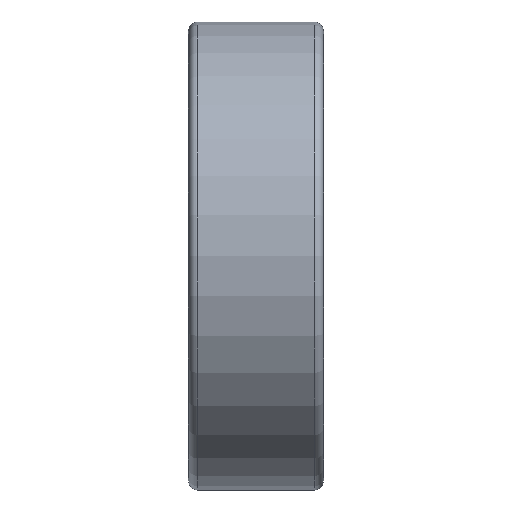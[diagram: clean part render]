
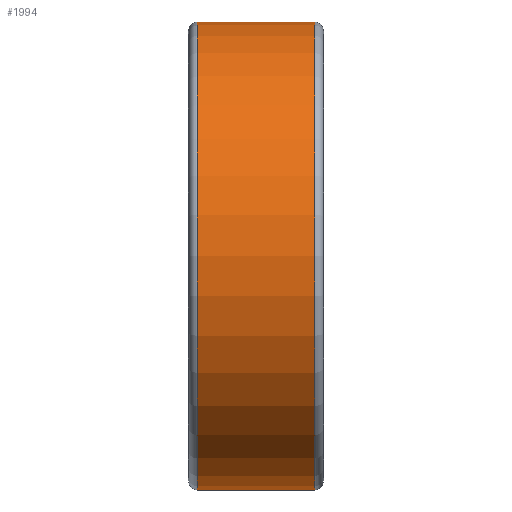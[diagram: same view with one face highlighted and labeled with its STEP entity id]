
A CAD part, top view. The second image highlights one B-rep face of the part: STEP entity #1994.
In plain terms, the highlighted cylindrical face has radius 26 mm (diameter 52 mm), a partial arc.
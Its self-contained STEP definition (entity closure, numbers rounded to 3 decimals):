
#1994=ADVANCED_FACE('',(#4778),#4780,.T.);
#4778=FACE_BOUND('',#4779,.T.);
#4779=EDGE_LOOP('',(#11466,#11467,#11468,#11469));
#4780=CYLINDRICAL_SURFACE('',#4781,26.);
#4781=AXIS2_PLACEMENT_3D('',#4782,#4783,#4784);
#4782=CARTESIAN_POINT('',(-7.5,0.,0.));
#4783=DIRECTION('',(1.,0.,0.));
#4784=DIRECTION('',(0.,0.,-1.));
#11466=ORIENTED_EDGE('',*,*,#12953,.T.);
#11467=ORIENTED_EDGE('',*,*,#12998,.T.);
#11468=ORIENTED_EDGE('',*,*,#12971,.T.);
#11469=ORIENTED_EDGE('',*,*,#12999,.F.);
#12953=EDGE_CURVE('',#13986,#13984,#13987,.F.);
#12971=EDGE_CURVE('',#14021,#14019,#14022,.T.);
#12998=EDGE_CURVE('',#13984,#14021,#14060,.T.);
#12999=EDGE_CURVE('',#13986,#14019,#14061,.T.);
#13984=VERTEX_POINT('',#16036);
#13986=VERTEX_POINT('',#16041);
#13987=LINE('',#16042,#16043);
#14019=VERTEX_POINT('',#16114);
#14021=VERTEX_POINT('',#16119);
#14022=LINE('',#16120,#16121);
#14060=CIRCLE('',#16232,26.);
#14061=CIRCLE('',#16236,26.);
#16036=CARTESIAN_POINT('',(-6.5,26.,0.));
#16041=CARTESIAN_POINT('',(6.5,26.,0.));
#16042=CARTESIAN_POINT('',(-6.5,26.,0.));
#16043=VECTOR('',#16044,1.);
#16044=DIRECTION('',(1.,0.,0.));
#16114=CARTESIAN_POINT('',(6.5,-26.,0.));
#16119=CARTESIAN_POINT('',(-6.5,-26.,0.));
#16120=CARTESIAN_POINT('',(-6.5,-26.,0.));
#16121=VECTOR('',#16122,1.);
#16122=DIRECTION('',(1.,0.,0.));
#16232=AXIS2_PLACEMENT_3D('',#16233,#16234,#16235);
#16233=CARTESIAN_POINT('',(-6.5,0.,0.));
#16234=DIRECTION('',(1.,0.,0.));
#16235=DIRECTION('',(0.,1.,0.));
#16236=AXIS2_PLACEMENT_3D('',#16237,#16238,#16239);
#16237=CARTESIAN_POINT('',(6.5,0.,0.));
#16238=DIRECTION('',(1.,0.,0.));
#16239=DIRECTION('',(0.,1.,0.));
